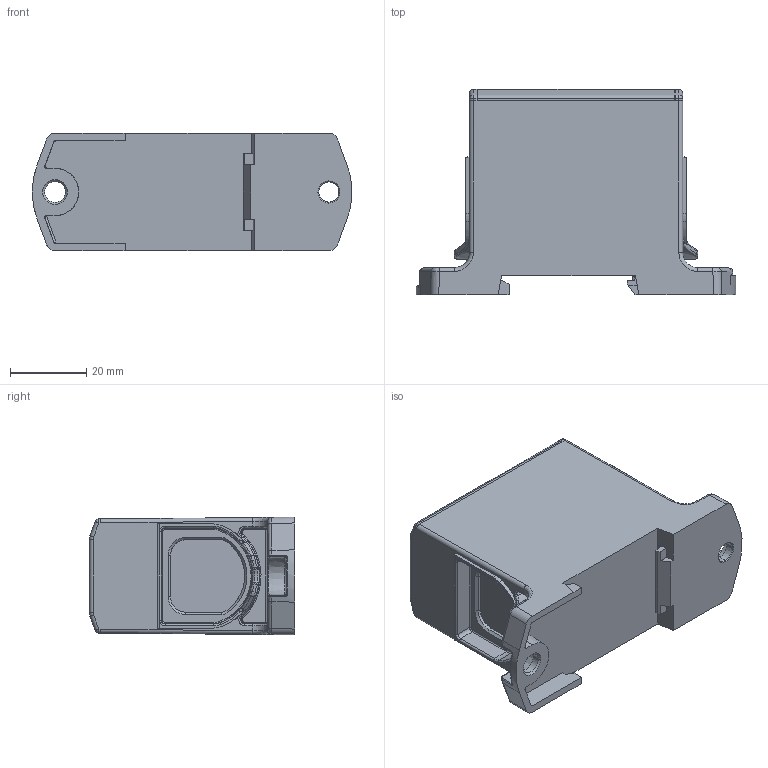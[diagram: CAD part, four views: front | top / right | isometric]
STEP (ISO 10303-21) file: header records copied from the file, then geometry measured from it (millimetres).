
FILE_DESCRIPTION(('Creo Elements/Direct Modeling STEP Export'),'2;1');
FILE_NAME('VC05-0029_OTL_1x150_Blue.stp','2023-03-14T12:46:56',(''),(''),'Creo Elements/Direct Modeling STEP processor for AP214 (Solid Model)','Creo Elements/Direct Modeling 20.1D 10-Oct-2020 (C) Parametric Technology GmbH','');
FILE_SCHEMA(('AUTOMOTIVE_DESIGN { 1 0 10303 214 1 1 1 1 }'));
Products named in the file (2): Kotelo_1x150_1
Assembly tree (1 placements, depth 2):
  Kotelo_1x150_1
    Kotelo_1x150_1
Bounding box: 83.95 x 54 x 30.89 mm (x, y, z)
Volume: 82465.8 mm3; surface area: 16968.7 mm2
Topology: 1 solids, 1 shells, 1347 faces, 3690 edges, 2376 vertices
Faces by surface type: plane 983, cylinder 167, bspline 147, cone 35, torus 11, sphere 4
Entity records: 58492 total; most frequent: CARTESIAN_POINT 18702, ORIENTED_EDGE 7372, DIRECTION 5834, EDGE_CURVE 3686, VECTOR 2946, LINE 2946, VERTEX_POINT 2376, AXIS2_PLACEMENT_3D 1444
